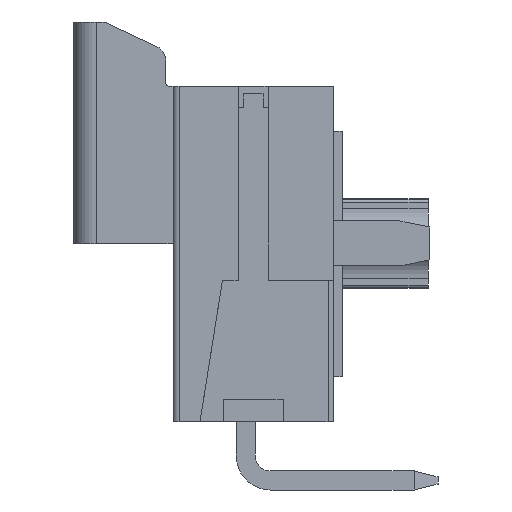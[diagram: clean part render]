
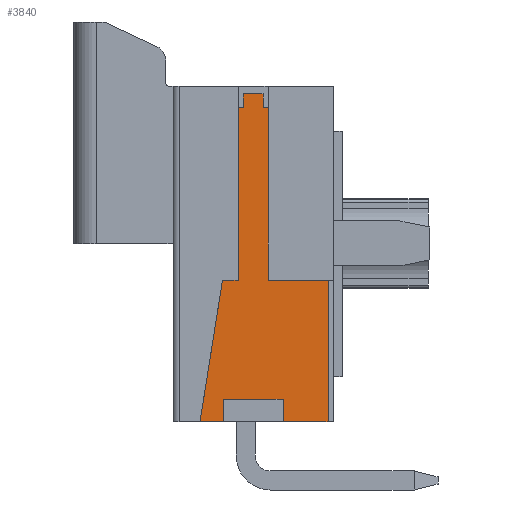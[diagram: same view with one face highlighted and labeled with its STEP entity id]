
A CAD part, left-side view. The second image highlights one B-rep face of the part: STEP entity #3840.
In plain terms, the highlighted planar face has unit normal (-1, 0, 0).
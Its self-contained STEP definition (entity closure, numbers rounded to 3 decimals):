
#555=DIRECTION('',(0.,1.,0.));
#556=VECTOR('',#555,2.);
#557=CARTESIAN_POINT('',(-6.25,-2.5,1.63));
#558=LINE('',#557,#556);
#567=DIRECTION('',(0.,1.,0.));
#568=VECTOR('',#567,0.525);
#569=CARTESIAN_POINT('',(-6.25,0.5,1.63));
#570=LINE('',#569,#568);
#591=DIRECTION('',(0.,0.,1.));
#592=VECTOR('',#591,4.725);
#593=CARTESIAN_POINT('',(-6.25,-2.5,-3.095));
#594=LINE('',#593,#592);
#595=DIRECTION('',(0.,-1.,0.));
#596=VECTOR('',#595,1.5);
#597=CARTESIAN_POINT('',(-6.25,-1.,-3.095));
#598=LINE('',#597,#596);
#599=DIRECTION('',(0.,0.,-1.));
#600=VECTOR('',#599,0.753);
#601=CARTESIAN_POINT('',(-6.25,-1.,-2.342));
#602=LINE('',#601,#600);
#603=DIRECTION('',(0.,-1.,0.));
#604=VECTOR('',#603,2.);
#605=CARTESIAN_POINT('',(-6.25,1.,-2.342));
#606=LINE('',#605,#604);
#607=DIRECTION('',(0.,0.,1.));
#608=VECTOR('',#607,0.753);
#609=CARTESIAN_POINT('',(-6.25,1.,-3.095));
#610=LINE('',#609,#608);
#611=DIRECTION('',(0.,-1.,0.));
#612=VECTOR('',#611,0.774);
#613=CARTESIAN_POINT('',(-6.25,1.774,-3.095));
#614=LINE('',#613,#612);
#615=DIRECTION('',(0.,1.,0.));
#616=VECTOR('',#615,0.17);
#617=CARTESIAN_POINT('',(-6.25,0.33,7.4));
#618=LINE('',#617,#616);
#619=DIRECTION('',(0.,0.,-1.));
#620=VECTOR('',#619,0.45);
#621=CARTESIAN_POINT('',(-6.25,0.33,7.85));
#622=LINE('',#621,#620);
#623=DIRECTION('',(0.,1.,0.));
#624=VECTOR('',#623,0.66);
#625=CARTESIAN_POINT('',(-6.25,-0.33,7.85));
#626=LINE('',#625,#624);
#627=DIRECTION('',(0.,0.,1.));
#628=VECTOR('',#627,0.45);
#629=CARTESIAN_POINT('',(-6.25,-0.33,7.4));
#630=LINE('',#629,#628);
#631=DIRECTION('',(0.,1.,0.));
#632=VECTOR('',#631,0.17);
#633=CARTESIAN_POINT('',(-6.25,-0.5,7.4));
#634=LINE('',#633,#632);
#695=DIRECTION('',(0.,0.157,-0.988));
#696=VECTOR('',#695,4.784);
#697=CARTESIAN_POINT('',(-6.25,1.025,1.63));
#698=LINE('',#697,#696);
#2017=DIRECTION('',(0.,0.,1.));
#2018=VECTOR('',#2017,5.77);
#2019=CARTESIAN_POINT('',(-6.25,-0.5,1.63));
#2020=LINE('',#2019,#2018);
#2069=DIRECTION('',(0.,0.,1.));
#2070=VECTOR('',#2069,5.77);
#2071=CARTESIAN_POINT('',(-6.25,0.5,1.63));
#2072=LINE('',#2071,#2070);
#3047=CARTESIAN_POINT('',(-6.25,1.,-3.095));
#3048=CARTESIAN_POINT('',(-6.25,1.,-2.342));
#3049=VERTEX_POINT('',#3047);
#3050=VERTEX_POINT('',#3048);
#3051=CARTESIAN_POINT('',(-6.25,-1.,-2.342));
#3052=VERTEX_POINT('',#3051);
#3053=CARTESIAN_POINT('',(-6.25,-1.,-3.095));
#3054=VERTEX_POINT('',#3053);
#3055=CARTESIAN_POINT('',(-6.25,-2.5,-3.095));
#3056=VERTEX_POINT('',#3055);
#3065=CARTESIAN_POINT('',(-6.25,-0.33,7.4));
#3066=CARTESIAN_POINT('',(-6.25,-0.33,7.85));
#3067=VERTEX_POINT('',#3065);
#3068=VERTEX_POINT('',#3066);
#3069=CARTESIAN_POINT('',(-6.25,0.33,7.85));
#3070=VERTEX_POINT('',#3069);
#3071=CARTESIAN_POINT('',(-6.25,0.33,7.4));
#3072=VERTEX_POINT('',#3071);
#3081=CARTESIAN_POINT('',(-6.25,-0.5,1.63));
#3082=CARTESIAN_POINT('',(-6.25,-0.5,7.4));
#3083=VERTEX_POINT('',#3081);
#3084=VERTEX_POINT('',#3082);
#3097=CARTESIAN_POINT('',(-6.25,0.5,1.63));
#3098=CARTESIAN_POINT('',(-6.25,0.5,7.4));
#3099=VERTEX_POINT('',#3097);
#3100=VERTEX_POINT('',#3098);
#3101=CARTESIAN_POINT('',(-6.25,-2.5,1.63));
#3102=VERTEX_POINT('',#3101);
#3103=CARTESIAN_POINT('',(-6.25,1.025,1.63));
#3104=VERTEX_POINT('',#3103);
#3107=CARTESIAN_POINT('',(-6.25,1.774,-3.095));
#3108=VERTEX_POINT('',#3107);
#3803=CARTESIAN_POINT('',(-6.25,0.,0.));
#3804=DIRECTION('',(-1.,0.,0.));
#3805=DIRECTION('',(0.,0.,1.));
#3806=AXIS2_PLACEMENT_3D('',#3803,#3804,#3805);
#3807=PLANE('',#3806);
#3809=ORIENTED_EDGE('',*,*,#3808,.F.);
#3810=ORIENTED_EDGE('',*,*,#3752,.F.);
#3812=ORIENTED_EDGE('',*,*,#3811,.F.);
#3814=ORIENTED_EDGE('',*,*,#3813,.F.);
#3816=ORIENTED_EDGE('',*,*,#3815,.F.);
#3818=ORIENTED_EDGE('',*,*,#3817,.F.);
#3820=ORIENTED_EDGE('',*,*,#3819,.F.);
#3822=ORIENTED_EDGE('',*,*,#3821,.F.);
#3824=ORIENTED_EDGE('',*,*,#3823,.F.);
#3825=ORIENTED_EDGE('',*,*,#3774,.F.);
#3827=ORIENTED_EDGE('',*,*,#3826,.T.);
#3829=ORIENTED_EDGE('',*,*,#3828,.F.);
#3831=ORIENTED_EDGE('',*,*,#3830,.F.);
#3833=ORIENTED_EDGE('',*,*,#3832,.F.);
#3835=ORIENTED_EDGE('',*,*,#3834,.F.);
#3837=ORIENTED_EDGE('',*,*,#3836,.F.);
#3838=EDGE_LOOP('',(#3809,#3810,#3812,#3814,#3816,#3818,#3820,#3822,#3824,#3825,
#3827,#3829,#3831,#3833,#3835,#3837));
#3839=FACE_OUTER_BOUND('',#3838,.F.);
#3840=ADVANCED_FACE('',(#3839),#3807,.T.);
#3752=EDGE_CURVE('',#3102,#3083,#558,.T.);
#3774=EDGE_CURVE('',#3099,#3104,#570,.T.);
#3808=EDGE_CURVE('',#3083,#3084,#2020,.T.);
#3811=EDGE_CURVE('',#3056,#3102,#594,.T.);
#3813=EDGE_CURVE('',#3054,#3056,#598,.T.);
#3815=EDGE_CURVE('',#3052,#3054,#602,.T.);
#3817=EDGE_CURVE('',#3050,#3052,#606,.T.);
#3819=EDGE_CURVE('',#3049,#3050,#610,.T.);
#3821=EDGE_CURVE('',#3108,#3049,#614,.T.);
#3823=EDGE_CURVE('',#3104,#3108,#698,.T.);
#3826=EDGE_CURVE('',#3099,#3100,#2072,.T.);
#3828=EDGE_CURVE('',#3072,#3100,#618,.T.);
#3830=EDGE_CURVE('',#3070,#3072,#622,.T.);
#3832=EDGE_CURVE('',#3068,#3070,#626,.T.);
#3834=EDGE_CURVE('',#3067,#3068,#630,.T.);
#3836=EDGE_CURVE('',#3084,#3067,#634,.T.);
